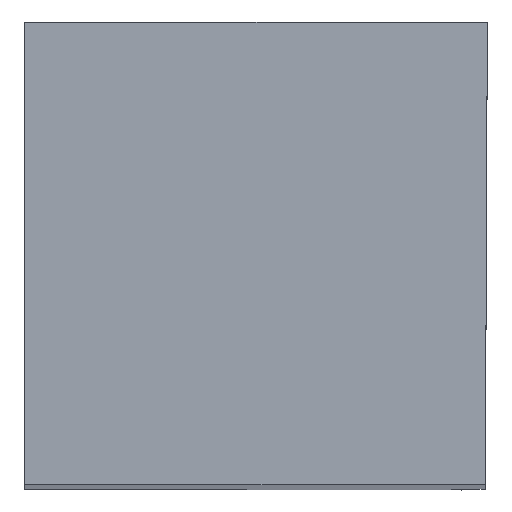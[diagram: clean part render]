
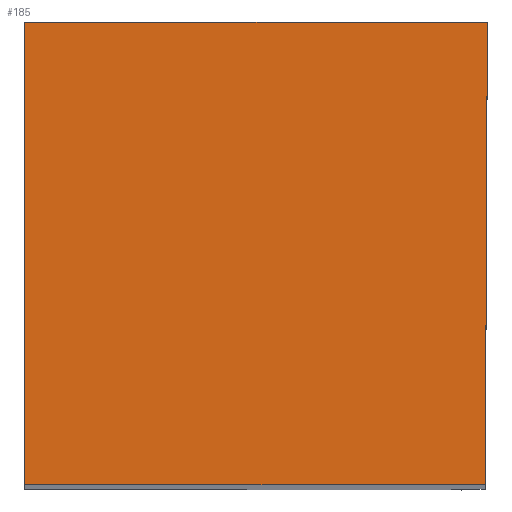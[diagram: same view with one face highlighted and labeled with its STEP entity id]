
A CAD part, top view. The second image highlights one B-rep face of the part: STEP entity #185.
In plain terms, the highlighted planar face has unit normal (0, 0, 1).
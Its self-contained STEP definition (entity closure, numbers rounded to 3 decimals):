
#185=ADVANCED_FACE('',(#241),#220,.F.);
#220=PLANE('',#794);
#241=FACE_OUTER_BOUND('',#268,.T.);
#268=EDGE_LOOP('',(#363,#364,#365,#366));
#363=ORIENTED_EDGE('',*,*,#547,.F.);
#364=ORIENTED_EDGE('',*,*,#551,.F.);
#365=ORIENTED_EDGE('',*,*,#558,.T.);
#366=ORIENTED_EDGE('',*,*,#554,.F.);
#486=VERTEX_POINT('',#1110);
#487=VERTEX_POINT('',#1112);
#489=VERTEX_POINT('',#1118);
#490=VERTEX_POINT('',#1124);
#547=EDGE_CURVE('',#486,#487,#617,.T.);
#551=EDGE_CURVE('',#489,#486,#621,.T.);
#554=EDGE_CURVE('',#487,#490,#624,.T.);
#558=EDGE_CURVE('',#489,#490,#626,.T.);
#617=LINE('',#1111,#666);
#621=LINE('',#1119,#670);
#624=LINE('',#1123,#673);
#626=LINE('',#1149,#675);
#666=VECTOR('',#902,1.);
#670=VECTOR('',#908,1.);
#673=VECTOR('',#913,1.);
#675=VECTOR('',#919,1.);
#794=AXIS2_PLACEMENT_3D('',#1151,#922,#923);
#902=DIRECTION('',(1.,0.,0.));
#908=DIRECTION('',(0.,1.,0.));
#913=DIRECTION('',(-0.004,-1.,0.));
#919=DIRECTION('',(1.,0.,0.));
#922=DIRECTION('',(0.,0.,-1.));
#923=DIRECTION('',(-1.,0.,0.));
#1110=CARTESIAN_POINT('',(-19.,19.,0.));
#1111=CARTESIAN_POINT('',(-21.05,19.,0.));
#1112=CARTESIAN_POINT('',(0.,19.,0.));
#1118=CARTESIAN_POINT('',(-19.,0.,0.));
#1119=CARTESIAN_POINT('',(-19.,-2.,0.));
#1123=CARTESIAN_POINT('',(0.,19.,0.));
#1124=CARTESIAN_POINT('',(-0.083,0.,0.));
#1149=CARTESIAN_POINT('',(-21.05,0.,0.));
#1151=CARTESIAN_POINT('',(-21.05,21.,0.));
